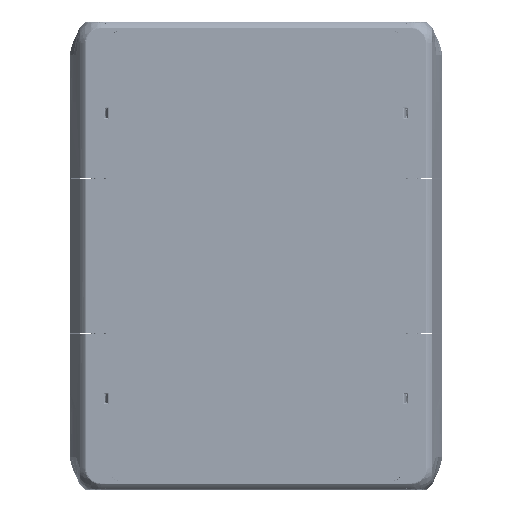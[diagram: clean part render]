
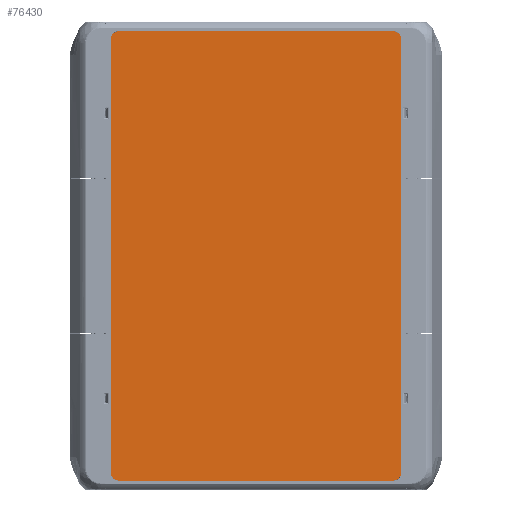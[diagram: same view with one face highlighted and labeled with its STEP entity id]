
A CAD part, top view. The second image highlights one B-rep face of the part: STEP entity #76430.
In plain terms, the highlighted planar face has unit normal (0, 0, 1).
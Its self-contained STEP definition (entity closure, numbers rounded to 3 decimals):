
#3708=ELLIPSE('',#83943,5.014,5.);
#3709=ELLIPSE('',#83944,5.014,5.);
#3710=ELLIPSE('',#83945,5.014,5.);
#3711=ELLIPSE('',#83946,5.014,5.);
#8151=LINE('',#206295,#13449);
#8154=LINE('',#206301,#13452);
#8155=LINE('',#206305,#13453);
#8156=LINE('',#206310,#13454);
#13449=VECTOR('',#102159,278.014);
#13452=VECTOR('',#102164,278.014);
#13453=VECTOR('',#102167,176.014);
#13454=VECTOR('',#102172,176.014);
#16589=PLANE('',#83942);
#20348=FACE_OUTER_BOUND('',#25386,.T.);
#25386=EDGE_LOOP('',(#64920,#64921,#64922,#64923,#64924,#64925,#64926,#64927));
#35851=VERTEX_POINT('',#206293);
#35852=VERTEX_POINT('',#206294);
#35853=VERTEX_POINT('',#206299);
#35854=VERTEX_POINT('',#206300);
#35855=VERTEX_POINT('',#206302);
#35856=VERTEX_POINT('',#206304);
#35857=VERTEX_POINT('',#206307);
#35858=VERTEX_POINT('',#206309);
#45962=EDGE_CURVE('',#35851,#35852,#8151,.T.);
#45965=EDGE_CURVE('',#35853,#35854,#8154,.T.);
#45966=EDGE_CURVE('',#35854,#35855,#3708,.T.);
#45967=EDGE_CURVE('',#35855,#35856,#8155,.T.);
#45968=EDGE_CURVE('',#35856,#35851,#3709,.T.);
#45969=EDGE_CURVE('',#35852,#35857,#3710,.T.);
#45970=EDGE_CURVE('',#35857,#35858,#8156,.T.);
#45971=EDGE_CURVE('',#35858,#35853,#3711,.T.);
#64920=ORIENTED_EDGE('',*,*,#45965,.T.);
#64921=ORIENTED_EDGE('',*,*,#45966,.T.);
#64922=ORIENTED_EDGE('',*,*,#45967,.T.);
#64923=ORIENTED_EDGE('',*,*,#45968,.T.);
#64924=ORIENTED_EDGE('',*,*,#45962,.T.);
#64925=ORIENTED_EDGE('',*,*,#45969,.T.);
#64926=ORIENTED_EDGE('',*,*,#45970,.T.);
#64927=ORIENTED_EDGE('',*,*,#45971,.T.);
#76430=ADVANCED_FACE('',(#20348),#16589,.T.);
#83942=AXIS2_PLACEMENT_3D('',#206298,#102162,#102163);
#83943=AXIS2_PLACEMENT_3D('',#206303,#102165,#102166);
#83944=AXIS2_PLACEMENT_3D('',#206306,#102168,#102169);
#83945=AXIS2_PLACEMENT_3D('',#206308,#102170,#102171);
#83946=AXIS2_PLACEMENT_3D('',#206311,#102173,#102174);
#102159=DIRECTION('',(0.,-1.,0.));
#102162=DIRECTION('center_axis',(0.,0.,1.));
#102163=DIRECTION('ref_axis',(1.,0.,0.));
#102164=DIRECTION('',(0.,1.,0.));
#102165=DIRECTION('center_axis',(0.,0.,1.));
#102166=DIRECTION('ref_axis',(0.707,0.707,0.));
#102167=DIRECTION('',(-1.,0.,0.));
#102168=DIRECTION('center_axis',(0.,0.,1.));
#102169=DIRECTION('ref_axis',(-0.707,0.707,0.));
#102170=DIRECTION('center_axis',(0.,0.,1.));
#102171=DIRECTION('ref_axis',(-0.707,-0.707,0.));
#102172=DIRECTION('',(1.,0.,0.));
#102173=DIRECTION('center_axis',(0.,0.,1.));
#102174=DIRECTION('ref_axis',(0.707,-0.707,0.));
#206293=CARTESIAN_POINT('',(-93.,139.007,28.));
#206294=CARTESIAN_POINT('',(-93.,-139.007,28.));
#206295=CARTESIAN_POINT('',(-93.,-144.,28.));
#206298=CARTESIAN_POINT('Origin',(0.,0.,28.));
#206299=CARTESIAN_POINT('',(93.,-139.007,28.));
#206300=CARTESIAN_POINT('',(93.,139.007,28.));
#206301=CARTESIAN_POINT('',(93.,144.,28.));
#206302=CARTESIAN_POINT('',(88.007,144.,28.));
#206303=CARTESIAN_POINT('Origin',(87.993,138.993,28.));
#206304=CARTESIAN_POINT('',(-88.007,144.,28.));
#206305=CARTESIAN_POINT('',(-93.,144.,28.));
#206306=CARTESIAN_POINT('Origin',(-87.993,138.993,28.));
#206307=CARTESIAN_POINT('',(-88.007,-144.,28.));
#206308=CARTESIAN_POINT('Origin',(-87.993,-138.993,28.));
#206309=CARTESIAN_POINT('',(88.007,-144.,28.));
#206310=CARTESIAN_POINT('',(93.,-144.,28.));
#206311=CARTESIAN_POINT('Origin',(87.993,-138.993,28.));
